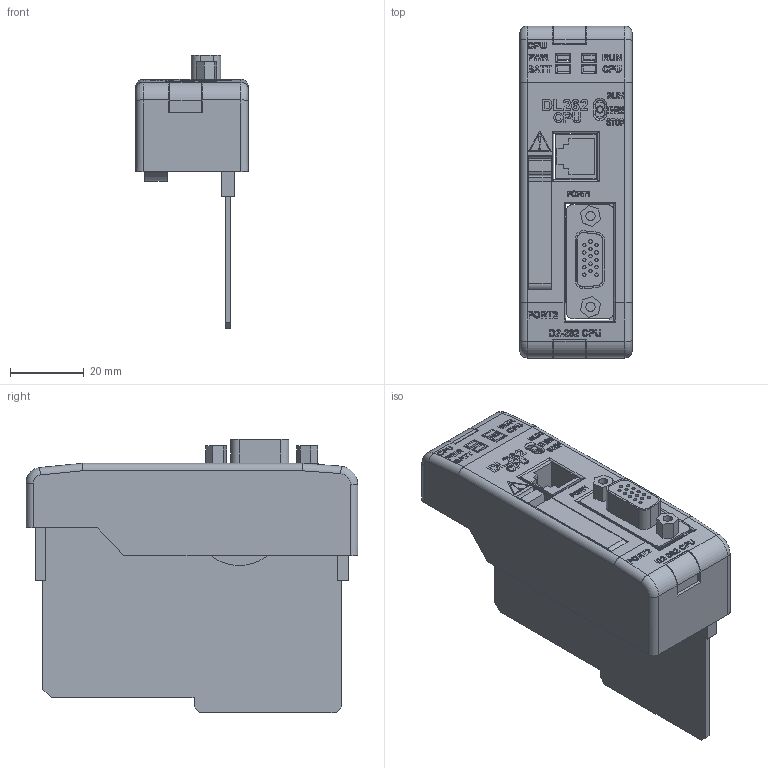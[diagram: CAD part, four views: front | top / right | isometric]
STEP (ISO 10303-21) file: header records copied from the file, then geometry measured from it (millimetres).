
FILE_DESCRIPTION (( 'STEP AP214' ), '1' );
FILE_NAME ('D2-262.STEP', '2018-11-14T16:41:38', ( '' ), ( '' ), 'SwSTEP 2.0', 'SolidWorks 2017', '' );
FILE_SCHEMA (( 'AUTOMOTIVE_DESIGN' ));
Length unit declared in the file: millimetre
Products named in the file (1): D2-262
Bounding box: 30.5 x 90 x 74.07 mm (x, y, z)
Volume: 24853.1 mm3; surface area: 33967.5 mm2
Topology: 6 solids, 6 shells, 1203 faces, 3252 edges, 2150 vertices
Faces by surface type: plane 711, bspline 331, cylinder 146, torus 15
Entity records: 66658 total; most frequent: CARTESIAN_POINT 26499, ORIENTED_EDGE 6504, DIRECTION 4526, EDGE_CURVE 3252, VECTOR 2264, LINE 2264, VERTEX_POINT 2150, EDGE_LOOP 1326
